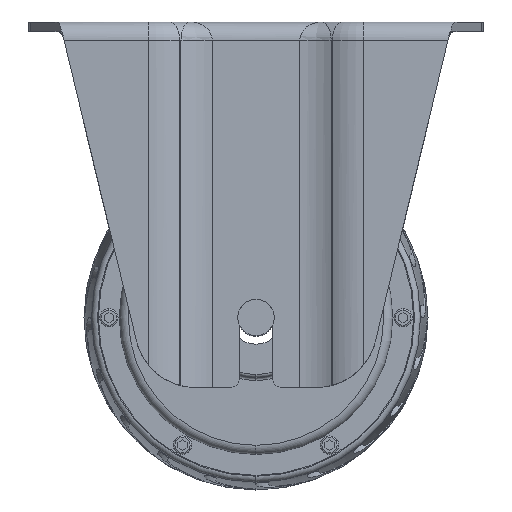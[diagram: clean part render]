
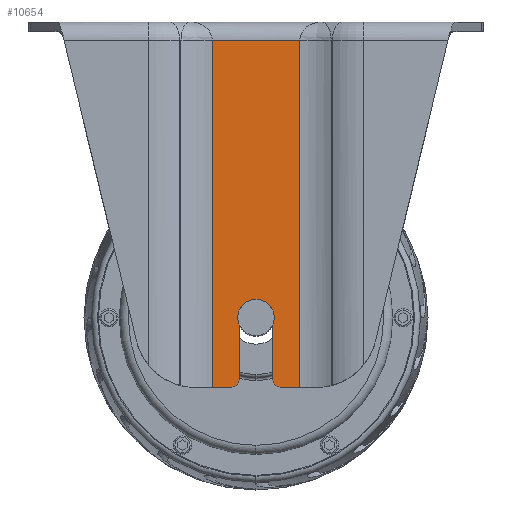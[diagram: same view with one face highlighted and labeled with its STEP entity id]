
A CAD part, top view. The second image highlights one B-rep face of the part: STEP entity #10654.
In plain terms, the highlighted planar face has unit normal (0, 0, 1).
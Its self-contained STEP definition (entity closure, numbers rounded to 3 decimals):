
#34 = AXIS2_PLACEMENT_3D ( 'NONE', #17651, #19670, #21465 ) ;
#123 = EDGE_CURVE ( 'NONE', #25037, #1658, #21665, .T. ) ;
#165 = CARTESIAN_POINT ( 'NONE',  ( -20., -120.5, 0. ) ) ;
#286 = ORIENTED_EDGE ( 'NONE', *, *, #15191, .T. ) ;
#607 = EDGE_CURVE ( 'NONE', #9738, #21749, #16112, .T. ) ;
#710 = DIRECTION ( 'NONE',  ( -1., 0., 0. ) ) ;
#1172 = FACE_OUTER_BOUND ( 'NONE', #2621, .T. ) ;
#1194 = ORIENTED_EDGE ( 'NONE', *, *, #4907, .F. ) ;
#1419 = EDGE_CURVE ( 'NONE', #22013, #9738, #4231, .T. ) ;
#1619 = VECTOR ( 'NONE', #21267, 1000. ) ;
#1647 = CIRCLE ( 'NONE', #34, 3. ) ;
#1658 = VERTEX_POINT ( 'NONE', #19558 ) ;
#2036 = CIRCLE ( 'NONE', #16235, 6. ) ;
#2348 = VECTOR ( 'NONE', #8929, 1000. ) ;
#2424 = LINE ( 'NONE', #18050, #17763 ) ;
#2542 = ORIENTED_EDGE ( 'NONE', *, *, #11179, .T. ) ;
#2621 = EDGE_LOOP ( 'NONE', ( #8907, #286, #11824, #15542, #22438, #22763, #2542, #8221, #1194, #16874, #9139 ) ) ;
#2967 = CARTESIAN_POINT ( 'NONE',  ( -8.5, -120.5, 0. ) ) ;
#3245 = CARTESIAN_POINT ( 'NONE',  ( 0., -91.5, 0. ) ) ;
#3921 = VERTEX_POINT ( 'NONE', #10322 ) ;
#4231 = LINE ( 'NONE', #9579, #1619 ) ;
#4566 = CIRCLE ( 'NONE', #5371, 6. ) ;
#4907 = EDGE_CURVE ( 'NONE', #23049, #15840, #2424, .T. ) ;
#5368 = CARTESIAN_POINT ( 'NONE',  ( 20., -3., 0. ) ) ;
#5371 = AXIS2_PLACEMENT_3D ( 'NONE', #13452, #5694, #7479 ) ;
#5599 = LINE ( 'NONE', #22625, #13337 ) ;
#5694 = DIRECTION ( 'NONE',  ( 0., 0., -1. ) ) ;
#5993 = CARTESIAN_POINT ( 'NONE',  ( 8.5, -120.5, 0. ) ) ;
#6990 = EDGE_CURVE ( 'NONE', #23049, #25037, #1647, .T. ) ;
#7400 = PLANE ( 'NONE',  #17535 ) ;
#7479 = DIRECTION ( 'NONE',  ( -1., 0., 0. ) ) ;
#8041 = VECTOR ( 'NONE', #13539, 1000. ) ;
#8221 = ORIENTED_EDGE ( 'NONE', *, *, #23078, .T. ) ;
#8281 = DIRECTION ( 'NONE',  ( -1., 0., 0. ) ) ;
#8907 = ORIENTED_EDGE ( 'NONE', *, *, #12069, .T. ) ;
#8929 = DIRECTION ( 'NONE',  ( 0., -1., 0. ) ) ;
#9139 = ORIENTED_EDGE ( 'NONE', *, *, #123, .T. ) ;
#9575 = CARTESIAN_POINT ( 'NONE',  ( 5.5, -117.5, 0. ) ) ;
#9579 = CARTESIAN_POINT ( 'NONE',  ( 5.5, -120.5, 0. ) ) ;
#9738 = VERTEX_POINT ( 'NONE', #9575 ) ;
#10322 = CARTESIAN_POINT ( 'NONE',  ( -14.46, -6., 0. ) ) ;
#10380 = CARTESIAN_POINT ( 'NONE',  ( 0., -97.5, 0. ) ) ;
#10654 = ADVANCED_FACE ( 'NONE', ( #1172 ), #7400, .F. ) ;
#10762 = EDGE_CURVE ( 'NONE', #11858, #21749, #15399, .T. ) ;
#11179 = EDGE_CURVE ( 'NONE', #12794, #3921, #18031, .T. ) ;
#11824 = ORIENTED_EDGE ( 'NONE', *, *, #1419, .T. ) ;
#11858 = VERTEX_POINT ( 'NONE', #19686 ) ;
#12069 = EDGE_CURVE ( 'NONE', #1658, #23787, #4566, .T. ) ;
#12622 = LINE ( 'NONE', #16554, #2348 ) ;
#12794 = VERTEX_POINT ( 'NONE', #22762 ) ;
#13205 = DIRECTION ( 'NONE',  ( 0., 0., 1. ) ) ;
#13240 = DIRECTION ( 'NONE',  ( -1., 0., 0. ) ) ;
#13337 = VECTOR ( 'NONE', #16905, 1000. ) ;
#13407 = CARTESIAN_POINT ( 'NONE',  ( -5.5, -120.5, 0. ) ) ;
#13452 = CARTESIAN_POINT ( 'NONE',  ( 0., -97.5, 0. ) ) ;
#13539 = DIRECTION ( 'NONE',  ( 0., 1., 0. ) ) ;
#14464 = AXIS2_PLACEMENT_3D ( 'NONE', #17753, #13205, #17159 ) ;
#15191 = EDGE_CURVE ( 'NONE', #23787, #22013, #2036, .T. ) ;
#15399 = LINE ( 'NONE', #165, #24017 ) ;
#15542 = ORIENTED_EDGE ( 'NONE', *, *, #607, .T. ) ;
#15840 = VERTEX_POINT ( 'NONE', #25101 ) ;
#16112 = CIRCLE ( 'NONE', #14464, 3. ) ;
#16235 = AXIS2_PLACEMENT_3D ( 'NONE', #10380, #18105, #710 ) ;
#16400 = CARTESIAN_POINT ( 'NONE',  ( -5.5, -117.5, 0. ) ) ;
#16554 = CARTESIAN_POINT ( 'NONE',  ( -14.46, -120.5, 0. ) ) ;
#16748 = DIRECTION ( 'NONE',  ( -1., 0., 0. ) ) ;
#16874 = ORIENTED_EDGE ( 'NONE', *, *, #6990, .T. ) ;
#16905 = DIRECTION ( 'NONE',  ( 0., 1., 0. ) ) ;
#17159 = DIRECTION ( 'NONE',  ( -1., 0., 0. ) ) ;
#17535 = AXIS2_PLACEMENT_3D ( 'NONE', #5368, #22914, #13240 ) ;
#17651 = CARTESIAN_POINT ( 'NONE',  ( -8.5, -117.5, 0. ) ) ;
#17753 = CARTESIAN_POINT ( 'NONE',  ( 8.5, -117.5, 0. ) ) ;
#17763 = VECTOR ( 'NONE', #8281, 1000. ) ;
#18031 = LINE ( 'NONE', #24357, #24426 ) ;
#18050 = CARTESIAN_POINT ( 'NONE',  ( -20., -120.5, 0. ) ) ;
#18105 = DIRECTION ( 'NONE',  ( 0., 0., -1. ) ) ;
#19558 = CARTESIAN_POINT ( 'NONE',  ( -5.5, -99.898, 0. ) ) ;
#19670 = DIRECTION ( 'NONE',  ( 0., 0., 1. ) ) ;
#19686 = CARTESIAN_POINT ( 'NONE',  ( 14.46, -120.5, 0. ) ) ;
#21266 = DIRECTION ( 'NONE',  ( -1., 0., 0. ) ) ;
#21267 = DIRECTION ( 'NONE',  ( 0., -1., 0. ) ) ;
#21465 = DIRECTION ( 'NONE',  ( -1., 0., 0. ) ) ;
#21665 = LINE ( 'NONE', #13407, #8041 ) ;
#21749 = VERTEX_POINT ( 'NONE', #5993 ) ;
#22013 = VERTEX_POINT ( 'NONE', #23375 ) ;
#22438 = ORIENTED_EDGE ( 'NONE', *, *, #10762, .F. ) ;
#22625 = CARTESIAN_POINT ( 'NONE',  ( 14.46, -6., 0. ) ) ;
#22762 = CARTESIAN_POINT ( 'NONE',  ( 14.46, -6., 0. ) ) ;
#22763 = ORIENTED_EDGE ( 'NONE', *, *, #24506, .T. ) ;
#22914 = DIRECTION ( 'NONE',  ( 0., 0., -1. ) ) ;
#23049 = VERTEX_POINT ( 'NONE', #2967 ) ;
#23078 = EDGE_CURVE ( 'NONE', #3921, #15840, #12622, .T. ) ;
#23375 = CARTESIAN_POINT ( 'NONE',  ( 5.5, -99.898, 0. ) ) ;
#23787 = VERTEX_POINT ( 'NONE', #3245 ) ;
#24017 = VECTOR ( 'NONE', #21266, 1000. ) ;
#24357 = CARTESIAN_POINT ( 'NONE',  ( -20., -6., 0. ) ) ;
#24426 = VECTOR ( 'NONE', #16748, 1000. ) ;
#24506 = EDGE_CURVE ( 'NONE', #11858, #12794, #5599, .T. ) ;
#25037 = VERTEX_POINT ( 'NONE', #16400 ) ;
#25101 = CARTESIAN_POINT ( 'NONE',  ( -14.46, -120.5, 0. ) ) ;
